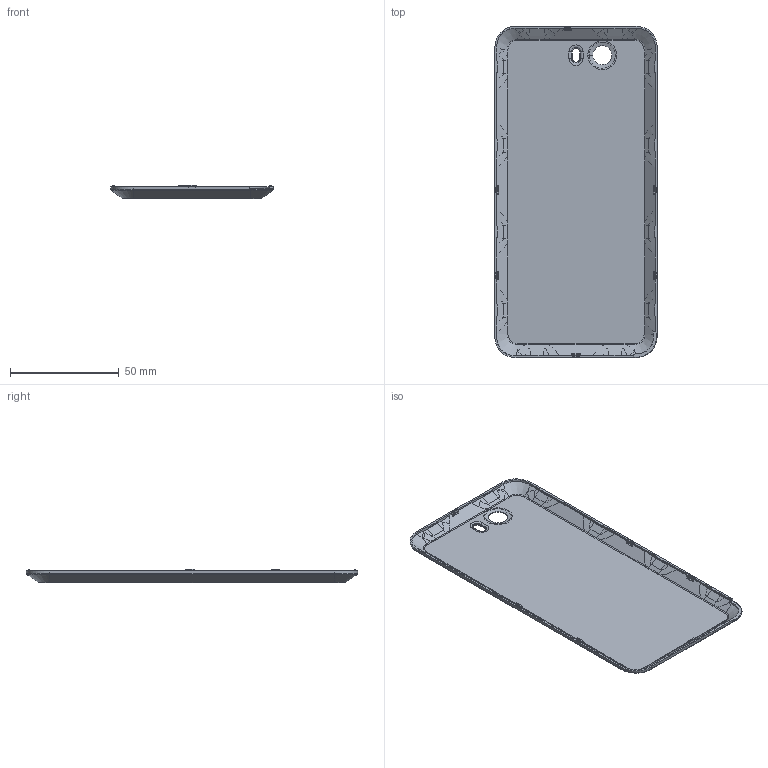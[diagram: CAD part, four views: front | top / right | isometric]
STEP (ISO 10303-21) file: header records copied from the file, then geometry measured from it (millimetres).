
FILE_DESCRIPTION(('FreeCAD Model'),'2;1');
FILE_NAME('Open CASCADE Shape Model','2024-06-03T23:40:41',('Author'),( ''),'Open CASCADE STEP processor 7.7','Ondsel','Unknown');
FILE_SCHEMA(('AUTOMOTIVE_DESIGN { 1 0 10303 214 1 1 1 1 }'));
Length unit declared in the file: millimetre
Products named in the file (1): LIBREM_5_BACK_COVER
Bounding box: 74.9 x 152.8 x 6.15 mm (x, y, z)
Volume: 11303.5 mm3; surface area: 24706.8 mm2
Topology: 1 solids, 1 shells, 404 faces, 1047 edges, 650 vertices
Faces by surface type: plane 197, cylinder 96, bspline 91, torus 12, cone 8
Entity records: 19812 total; most frequent: CARTESIAN_POINT 8073, ORIENTED_EDGE 2094, DIRECTION 1428, EDGE_CURVE 1047, VERTEX_POINT 650, LINE 632, VECTOR 632, FACE_BOUND 413
